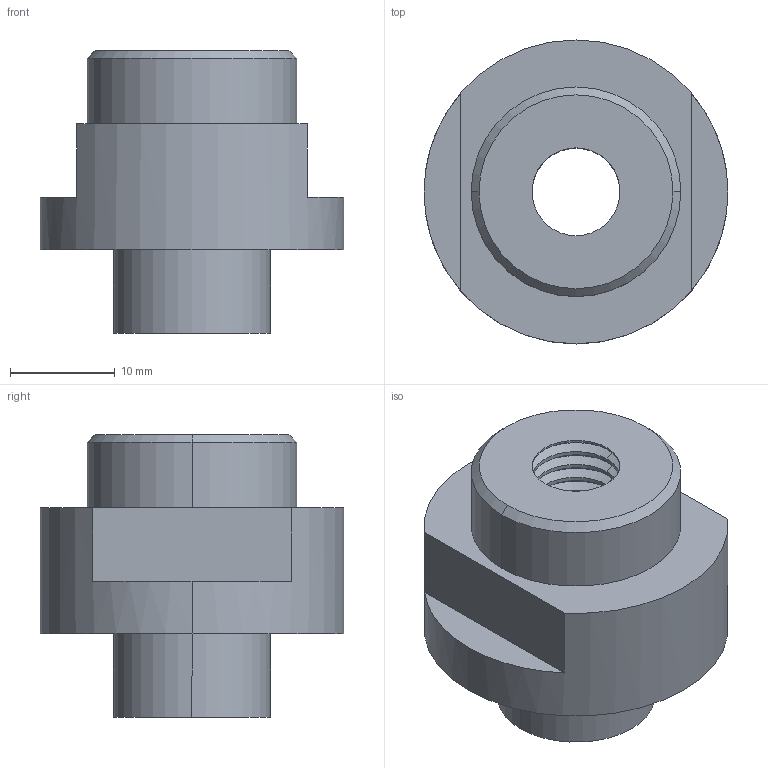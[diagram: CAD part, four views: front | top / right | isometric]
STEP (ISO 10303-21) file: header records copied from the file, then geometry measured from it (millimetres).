
FILE_DESCRIPTION(('STEP AP214'),'1');
FILE_NAME(' ',' ',('TraceParts'),('TraceParts S.A.'),'XStep 1.0',' ',' ');
FILE_SCHEMA(('automotive_design'));
Length unit declared in the file: millimetre
Products named in the file (1): 1
Bounding box: 29 x 29 x 27 mm (x, y, z)
Volume: 9124.8 mm3; surface area: 4348.9 mm2
Topology: 1 solids, 1 shells, 198 faces, 400 edges, 206 vertices
Faces by surface type: cone 74, torus 72, cylinder 44, plane 8
Entity records: 9724 total; most frequent: DIRECTION 1072, STYLED_ITEM 805, PRESENTATION_STYLE_ASSIGNMENT 805, CARTESIAN_POINT 805, COLOUR_RGB 805, ORIENTED_EDGE 800, AXIS2_PLACEMENT_3D 473, EDGE_CURVE 400
